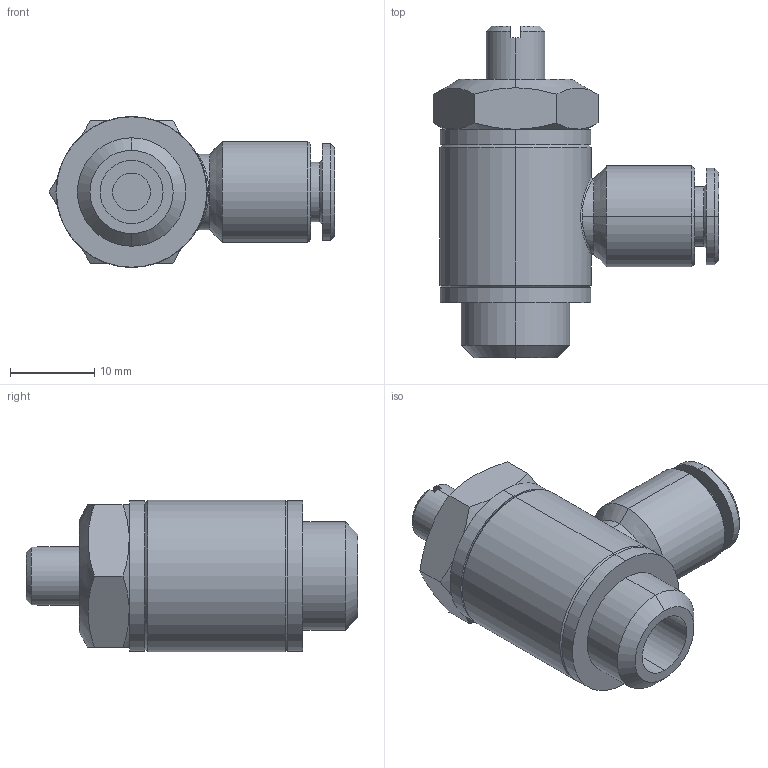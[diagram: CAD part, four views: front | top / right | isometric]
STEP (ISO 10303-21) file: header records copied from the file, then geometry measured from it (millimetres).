
FILE_DESCRIPTION (( 'STEP AP203' ), '1' );
FILE_NAME ('04290C32.STEP', '2010-05-11T06:27:05', ( '' ), ( 'sopra-pneumatic' ), 'SwSTEP 2.0', 'SolidWorks 2009', '' );
FILE_SCHEMA (( 'CONFIG_CONTROL_DESIGN' ));
Length unit declared in the file: millimetre
Products named in the file (1): 04290C32
Bounding box: 34.02 x 39.51 x 18 mm (x, y, z)
Volume: 8429.9 mm3; surface area: 3672.1 mm2
Topology: 1 solids, 1 shells, 71 faces, 156 edges, 98 vertices
Faces by surface type: cylinder 24, plane 23, cone 22, bspline 2
Entity records: 3035 total; most frequent: CARTESIAN_POINT 1384, DIRECTION 342, ORIENTED_EDGE 312, EDGE_CURVE 156, AXIS2_PLACEMENT_3D 142, VERTEX_POINT 98, EDGE_LOOP 82, CIRCLE 72
